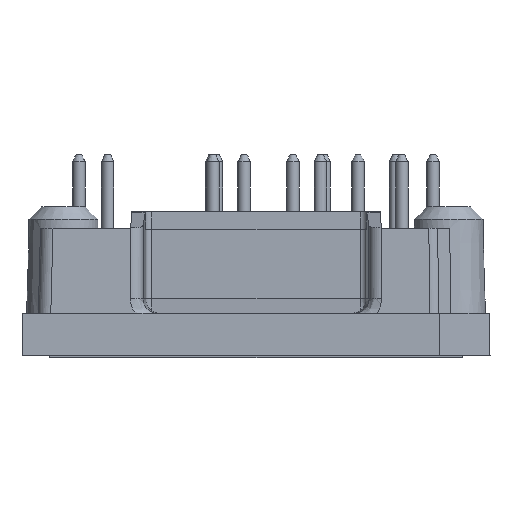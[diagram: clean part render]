
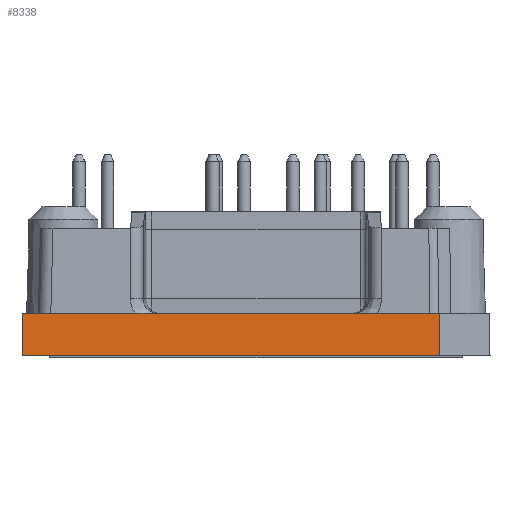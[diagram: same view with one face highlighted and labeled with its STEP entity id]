
A CAD part, left-side view. The second image highlights one B-rep face of the part: STEP entity #8338.
In plain terms, the highlighted planar face has unit normal (-1, 0, 0.018).
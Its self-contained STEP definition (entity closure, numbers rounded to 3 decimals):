
#1974=ORIENTED_EDGE('',*,*,#3739,.T.);
#1975=ORIENTED_EDGE('',*,*,#3740,.F.);
#1976=ORIENTED_EDGE('',*,*,#3737,.T.);
#1977=ORIENTED_EDGE('',*,*,#3690,.T.);
#3690=EDGE_CURVE('',#4649,#4653,#5383,.F.);
#3737=EDGE_CURVE('',#4694,#4649,#5422,.T.);
#3739=EDGE_CURVE('',#4653,#4695,#5424,.F.);
#3740=EDGE_CURVE('',#4694,#4695,#5425,.F.);
#4649=VERTEX_POINT('',#17424);
#4653=VERTEX_POINT('',#17432);
#4694=VERTEX_POINT('',#17528);
#4695=VERTEX_POINT('',#17532);
#5383=LINE('',#17433,#6020);
#5422=LINE('',#17527,#6059);
#5424=LINE('',#17531,#6061);
#5425=LINE('',#17533,#6062);
#6020=VECTOR('',#13067,1000.);
#6059=VECTOR('',#13136,1000.);
#6061=VECTOR('',#13140,1000.);
#6062=VECTOR('',#13141,1000.);
#6538=EDGE_LOOP('',(#1974,#1975,#1976,#1977));
#7315=FACE_BOUND('',#6538,.T.);
#7926=PLANE('',#11610);
#8338=ADVANCED_FACE('',(#7315),#7926,.T.);
#11610=AXIS2_PLACEMENT_3D('',#17530,#13138,#13139);
#13067=DIRECTION('',(0.,1.,0.));
#13136=DIRECTION('',(-0.017,0.017,-1.));
#13138=DIRECTION('',(-1.,0.,0.017));
#13139=DIRECTION('',(0.017,0.,1.));
#13140=DIRECTION('',(-0.017,-0.007,-1.));
#13141=DIRECTION('',(0.,1.,0.));
#17424=CARTESIAN_POINT('',(-41.,18.7,0.));
#17432=CARTESIAN_POINT('',(-41.,-14.7,0.));
#17433=CARTESIAN_POINT('',(-41.,0.,0.));
#17527=CARTESIAN_POINT('',(-40.994,18.694,0.326));
#17528=CARTESIAN_POINT('',(-40.941,18.641,3.4));
#17530=CARTESIAN_POINT('',(-41.,0.,0.));
#17531=CARTESIAN_POINT('',(-40.998,-14.699,0.134));
#17532=CARTESIAN_POINT('',(-40.941,-14.675,3.4));
#17533=CARTESIAN_POINT('',(-40.941,0.,3.4));
